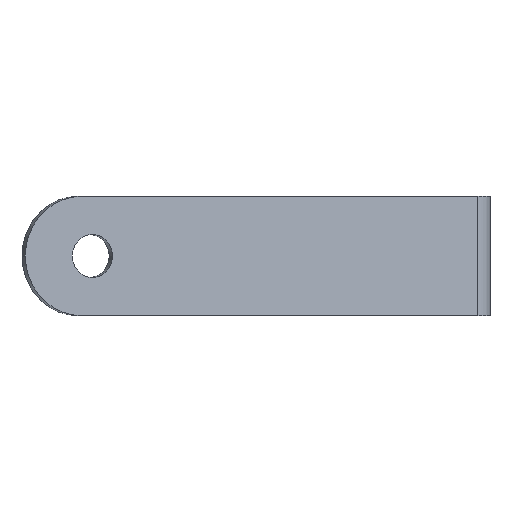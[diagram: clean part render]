
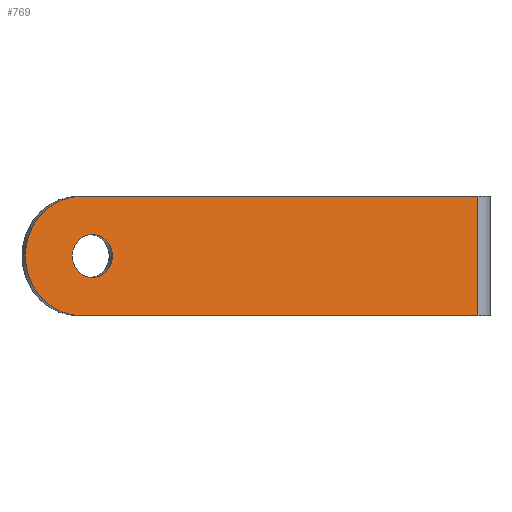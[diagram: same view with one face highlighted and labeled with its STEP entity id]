
A CAD part, left-side view. The second image highlights one B-rep face of the part: STEP entity #769.
In plain terms, the highlighted planar face has unit normal (-0.936, -0.351, 0).
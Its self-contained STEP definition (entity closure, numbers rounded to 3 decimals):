
#28 = LINE ( 'NONE', #842, #1183 ) ;
#31 = CARTESIAN_POINT ( 'NONE',  ( -14.474, 2.595, 12.5 ) ) ;
#39 = DIRECTION ( 'NONE',  ( -0.351, 0.936, 0. ) ) ;
#90 = EDGE_CURVE ( 'NONE', #641, #1126, #476, .T. ) ;
#103 = CARTESIAN_POINT ( 'NONE',  ( -13.5, 0., 12.5 ) ) ;
#137 = VECTOR ( 'NONE', #1179, 1000. ) ;
#188 = CARTESIAN_POINT ( 'NONE',  ( -45.61, 85.594, 12.5 ) ) ;
#214 = DIRECTION ( 'NONE',  ( 0.936, 0.351, 0. ) ) ;
#233 = ORIENTED_EDGE ( 'NONE', *, *, #325, .T. ) ;
#312 = CARTESIAN_POINT ( 'NONE',  ( -45.61, 85.594, 0. ) ) ;
#323 = CARTESIAN_POINT ( 'NONE',  ( -44.731, 83.253, 0. ) ) ;
#324 = DIRECTION ( 'NONE',  ( -0.351, 0.936, 0. ) ) ;
#325 = EDGE_CURVE ( 'NONE', #1126, #1308, #685, .T. ) ;
#389 = CARTESIAN_POINT ( 'NONE',  ( -50., 97.298, 0. ) ) ;
#408 = AXIS2_PLACEMENT_3D ( 'NONE', #103, #214, #993 ) ;
#424 = DIRECTION ( 'NONE',  ( -0.351, 0.936, 0. ) ) ;
#476 = CIRCLE ( 'NONE', #1301, 12.5 ) ;
#569 = VECTOR ( 'NONE', #1328, 1000. ) ;
#576 = EDGE_CURVE ( 'NONE', #641, #1016, #1327, .T. ) ;
#577 = EDGE_LOOP ( 'NONE', ( #706 ) ) ;
#607 = CIRCLE ( 'NONE', #1274, 4.5 ) ;
#641 = VERTEX_POINT ( 'NONE', #188 ) ;
#651 = CARTESIAN_POINT ( 'NONE',  ( -13.5, 0., -12.5 ) ) ;
#685 = CIRCLE ( 'NONE', #973, 12.5 ) ;
#706 = ORIENTED_EDGE ( 'NONE', *, *, #1319, .T. ) ;
#713 = DIRECTION ( 'NONE',  ( -0.936, -0.351, 0. ) ) ;
#748 = FACE_BOUND ( 'NONE', #577, .T. ) ;
#769 = ADVANCED_FACE ( 'NONE', ( #1311, #748 ), #770, .F. ) ;
#770 = PLANE ( 'NONE',  #408 ) ;
#798 = EDGE_LOOP ( 'NONE', ( #1455, #1025, #233, #913, #1386 ) ) ;
#842 = CARTESIAN_POINT ( 'NONE',  ( -14.474, 2.595, -12.5 ) ) ;
#913 = ORIENTED_EDGE ( 'NONE', *, *, #1366, .T. ) ;
#958 = DIRECTION ( 'NONE',  ( 0., 0., 1. ) ) ;
#973 = AXIS2_PLACEMENT_3D ( 'NONE', #312, #1096, #324 ) ;
#993 = DIRECTION ( 'NONE',  ( -0.351, 0.936, 0. ) ) ;
#1016 = VERTEX_POINT ( 'NONE', #31 ) ;
#1025 = ORIENTED_EDGE ( 'NONE', *, *, #90, .T. ) ;
#1062 = CARTESIAN_POINT ( 'NONE',  ( -13.5, 0., 12.5 ) ) ;
#1086 = CARTESIAN_POINT ( 'NONE',  ( -45.61, 85.594, -12.5 ) ) ;
#1093 = DIRECTION ( 'NONE',  ( 0.936, 0.351, 0. ) ) ;
#1096 = DIRECTION ( 'NONE',  ( -0.936, -0.351, 0. ) ) ;
#1126 = VERTEX_POINT ( 'NONE', #389 ) ;
#1130 = LINE ( 'NONE', #651, #569 ) ;
#1147 = VERTEX_POINT ( 'NONE', #1174 ) ;
#1170 = EDGE_CURVE ( 'NONE', #1147, #1016, #28, .T. ) ;
#1174 = CARTESIAN_POINT ( 'NONE',  ( -14.474, 2.595, -12.5 ) ) ;
#1179 = DIRECTION ( 'NONE',  ( 0.351, -0.936, 0. ) ) ;
#1183 = VECTOR ( 'NONE', #958, 1000. ) ;
#1265 = CARTESIAN_POINT ( 'NONE',  ( -46.312, 87.467, 0. ) ) ;
#1274 = AXIS2_PLACEMENT_3D ( 'NONE', #323, #1093, #424 ) ;
#1301 = AXIS2_PLACEMENT_3D ( 'NONE', #1383, #713, #39 ) ;
#1308 = VERTEX_POINT ( 'NONE', #1086 ) ;
#1311 = FACE_OUTER_BOUND ( 'NONE', #798, .T. ) ;
#1319 = EDGE_CURVE ( 'NONE', #1413, #1413, #607, .T. ) ;
#1327 = LINE ( 'NONE', #1062, #137 ) ;
#1328 = DIRECTION ( 'NONE',  ( 0.351, -0.936, 0. ) ) ;
#1366 = EDGE_CURVE ( 'NONE', #1308, #1147, #1130, .T. ) ;
#1383 = CARTESIAN_POINT ( 'NONE',  ( -45.61, 85.594, 0. ) ) ;
#1386 = ORIENTED_EDGE ( 'NONE', *, *, #1170, .T. ) ;
#1413 = VERTEX_POINT ( 'NONE', #1265 ) ;
#1455 = ORIENTED_EDGE ( 'NONE', *, *, #576, .F. ) ;
